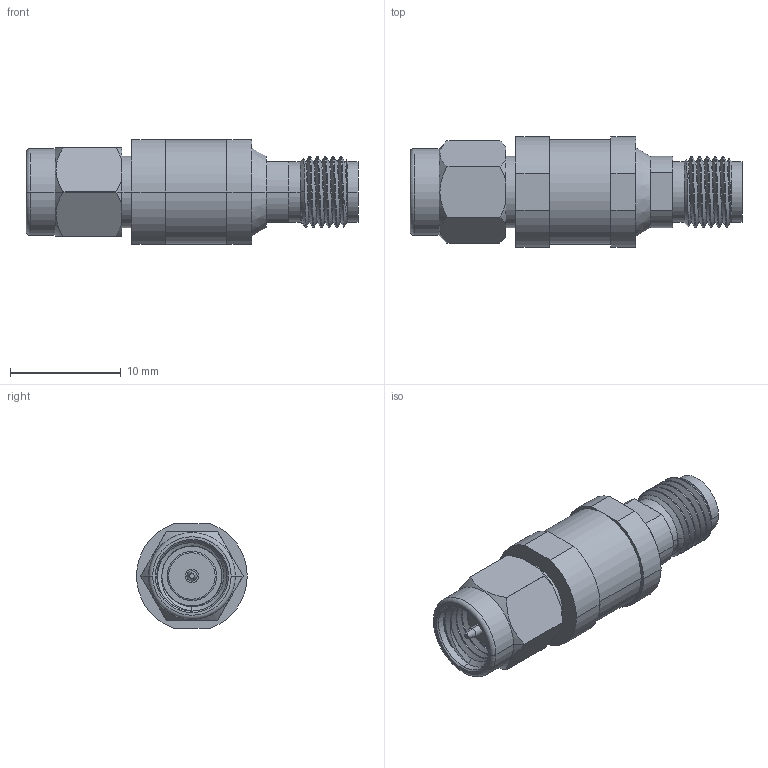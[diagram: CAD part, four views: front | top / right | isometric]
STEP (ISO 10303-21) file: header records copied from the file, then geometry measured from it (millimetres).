
FILE_DESCRIPTION (( 'STEP AP214' ), '1' );
FILE_NAME ('FMAT7611-40_3D.step', '2025-01-20T17:55:10', ( '' ), ( '' ), 'SwSTEP 2.0', 'SolidWorks 2022', '' );
FILE_SCHEMA (( 'AUTOMOTIVE_DESIGN' ));
Length unit declared in the file: inch
Products named in the file (1): FMAT7611-40_3D
Bounding box: 30 x 9.98 x 9.44 mm (x, y, z)
Volume: 1427.3 mm3; surface area: 1235.3 mm2
Topology: 1 solids, 1 shells, 131 faces, 325 edges, 206 vertices
Faces by surface type: cylinder 63, plane 32, cone 26, bspline 6, torus 4
Entity records: 7261 total; most frequent: CARTESIAN_POINT 4252, ORIENTED_EDGE 650, DIRECTION 601, EDGE_CURVE 325, AXIS2_PLACEMENT_3D 242, VERTEX_POINT 206, EDGE_LOOP 141, ADVANCED_FACE 131
